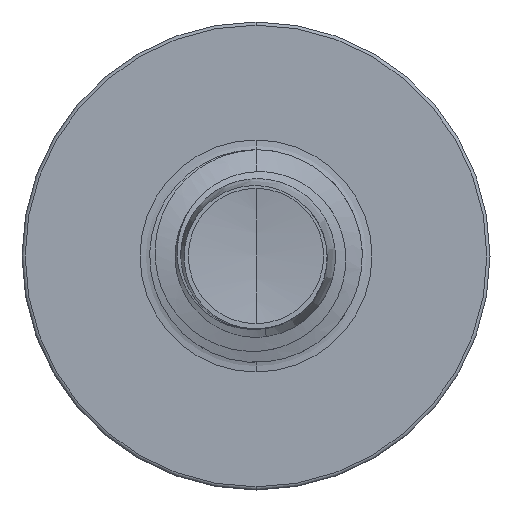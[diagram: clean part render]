
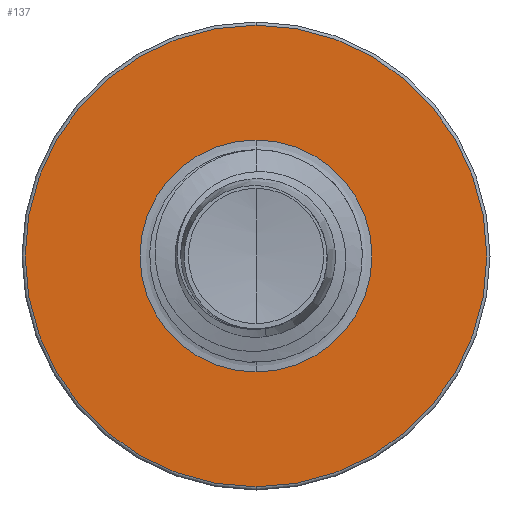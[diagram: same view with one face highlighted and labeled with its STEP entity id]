
A CAD part, front view. The second image highlights one B-rep face of the part: STEP entity #137.
In plain terms, the highlighted planar face has unit normal (0, -1, 0).
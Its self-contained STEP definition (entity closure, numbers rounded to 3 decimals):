
#137 = ADVANCED_FACE ( 'NONE', ( #2070, #6825 ), #292, .F. ) ;
#219 = DIRECTION ( 'NONE',  ( 0., 0., 1. ) ) ;
#247 = DIRECTION ( 'NONE',  ( 0., 1., 0. ) ) ;
#292 = PLANE ( 'NONE',  #8910 ) ;
#488 = CARTESIAN_POINT ( 'NONE',  ( 0., 2.25, -1.363 ) ) ;
#1281 = ORIENTED_EDGE ( 'NONE', *, *, #5342, .T. ) ;
#2070 = FACE_OUTER_BOUND ( 'NONE', #5046, .T. ) ;
#2367 = CIRCLE ( 'NONE', #8447, 1.363 ) ;
#2940 = VERTEX_POINT ( 'NONE', #6850 ) ;
#2990 = AXIS2_PLACEMENT_3D ( 'NONE', #6438, #6431, #6423 ) ;
#3739 = ORIENTED_EDGE ( 'NONE', *, *, #7583, .T. ) ;
#3828 = EDGE_CURVE ( 'NONE', #6195, #2940, #4075, .T. ) ;
#3844 = CARTESIAN_POINT ( 'NONE',  ( 0., 2.25, 2.713 ) ) ;
#4075 = CIRCLE ( 'NONE', #2990, 2.712 ) ;
#5046 = EDGE_LOOP ( 'NONE', ( #7472, #5838 ) ) ;
#5342 = EDGE_CURVE ( 'NONE', #9537, #8982, #7101, .T. ) ;
#5397 = DIRECTION ( 'NONE',  ( 0., 0., 1. ) ) ;
#5407 = DIRECTION ( 'NONE',  ( 0., 1., 0. ) ) ;
#5409 = CARTESIAN_POINT ( 'NONE',  ( 0., 2.25, 0. ) ) ;
#5535 = EDGE_LOOP ( 'NONE', ( #3739, #1281 ) ) ;
#5838 = ORIENTED_EDGE ( 'NONE', *, *, #7588, .F. ) ;
#6195 = VERTEX_POINT ( 'NONE', #3844 ) ;
#6423 = DIRECTION ( 'NONE',  ( 0., 0., 1. ) ) ;
#6431 = DIRECTION ( 'NONE',  ( 0., 1., 0. ) ) ;
#6438 = CARTESIAN_POINT ( 'NONE',  ( 0., 2.25, 0. ) ) ;
#6791 = CIRCLE ( 'NONE', #8825, 2.712 ) ;
#6825 = FACE_BOUND ( 'NONE', #5535, .T. ) ;
#6850 = CARTESIAN_POINT ( 'NONE',  ( 0., 2.25, -2.712 ) ) ;
#7101 = CIRCLE ( 'NONE', #7399, 1.363 ) ;
#7339 = CARTESIAN_POINT ( 'NONE',  ( 0., 2.25, 0. ) ) ;
#7369 = DIRECTION ( 'NONE',  ( 0., 1., 0. ) ) ;
#7391 = DIRECTION ( 'NONE',  ( 0., 0., 1. ) ) ;
#7399 = AXIS2_PLACEMENT_3D ( 'NONE', #5409, #5407, #5397 ) ;
#7472 = ORIENTED_EDGE ( 'NONE', *, *, #3828, .F. ) ;
#7583 = EDGE_CURVE ( 'NONE', #8982, #9537, #2367, .T. ) ;
#7588 = EDGE_CURVE ( 'NONE', #2940, #6195, #6791, .T. ) ;
#8447 = AXIS2_PLACEMENT_3D ( 'NONE', #7339, #7369, #7391 ) ;
#8825 = AXIS2_PLACEMENT_3D ( 'NONE', #9979, #9977, #9967 ) ;
#8910 = AXIS2_PLACEMENT_3D ( 'NONE', #488, #247, #219 ) ;
#8982 = VERTEX_POINT ( 'NONE', #9677 ) ;
#9537 = VERTEX_POINT ( 'NONE', #9602 ) ;
#9602 = CARTESIAN_POINT ( 'NONE',  ( 0., 2.25, -1.363 ) ) ;
#9677 = CARTESIAN_POINT ( 'NONE',  ( 0., 2.25, 1.363 ) ) ;
#9967 = DIRECTION ( 'NONE',  ( 0., 0., 1. ) ) ;
#9977 = DIRECTION ( 'NONE',  ( 0., 1., 0. ) ) ;
#9979 = CARTESIAN_POINT ( 'NONE',  ( 0., 2.25, 0. ) ) ;
